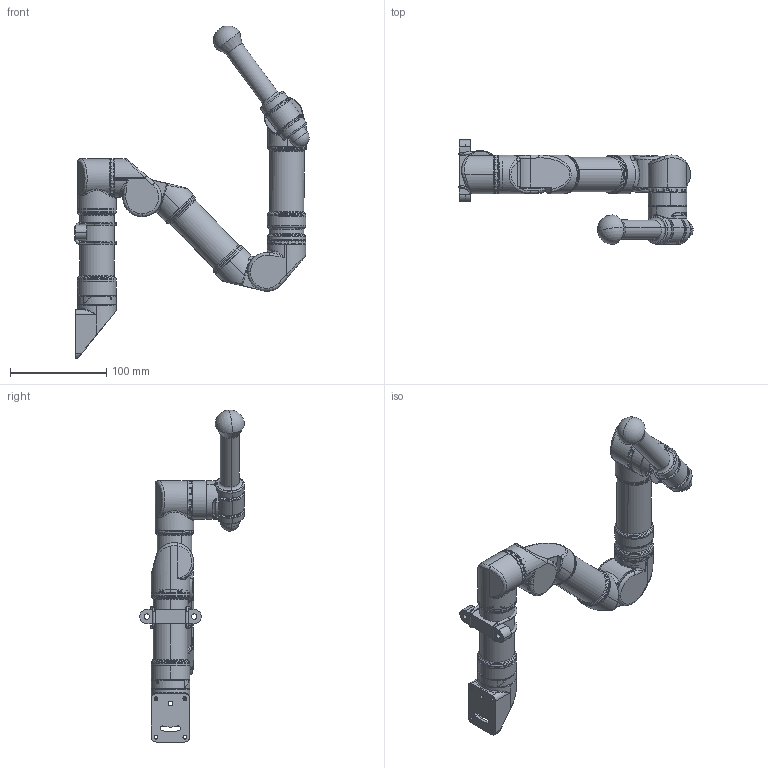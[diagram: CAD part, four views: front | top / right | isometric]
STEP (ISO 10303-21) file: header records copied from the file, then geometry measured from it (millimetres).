
FILE_DESCRIPTION (( 'STEP AP214' ), '1' );
FILE_NAME ('R5M-Defeatured_Probe.STEP', '2019-01-31T02:18:25', ( 'Michael Bailey' ), ( '' ), 'SwSTEP 2.0', 'SolidWorks 2016', '' );
FILE_SCHEMA (( 'AUTOMOTIVE_DESIGN' ));
Length unit declared in the file: millimetre
Products named in the file (19): RS1-222-Defeatured_Short; BOLT-CS-M3LX_BOLT-CS-M3L6; RS1-180; RS1-182; 3mm Oring Clip R5M; RS1-181; R5M-M3-INLINE-Defeatured; RS1-183; M2; IE55-1200-BCR; M2-1; R5M-Defeatured_Probe; RS1-101-Defeatured; Probe Dummy; Probe Dummy Holder; RS1-221-Defeatured; RS1-223-Defeatured; RS1-209-Defeatured
Assembly tree (22 placements, depth 3):
  R5M-Defeatured_Probe
    M2-1  x2
    IE55-1200-BCR
    M2
    RS1-183
    R5M-M3-INLINE-Defeatured
    RS1-181
    3mm Oring Clip R5M
    RS1-182
    RS1-180
    BOLT-CS-M3LX_BOLT-CS-M3L6  x4
    RS1-222-Defeatured_Short
    RS1-209-Defeatured
    RS1-223-Defeatured
    RS1-221-Defeatured
    Probe Dummy
      Probe Dummy Holder
      Probe Dummy
    RS1-101-Defeatured
Bounding box: 242.79 x 108.64 x 344.11 mm (x, y, z)
Volume: 745262 mm3; surface area: 150075.9 mm2
Topology: 23 solids, 33 shells, 1982 faces, 4791 edges, 2902 vertices
Faces by surface type: cylinder 735, plane 541, cone 368, bspline 179, torus 147, sphere 12
Entity records: 73874 total; most frequent: CARTESIAN_POINT 29281, DIRECTION 8780, ORIENTED_EDGE 8664, EDGE_CURVE 4332, AXIS2_PLACEMENT_3D 3521, VERTEX_POINT 2644, EDGE_LOOP 1936, CIRCLE 1854
